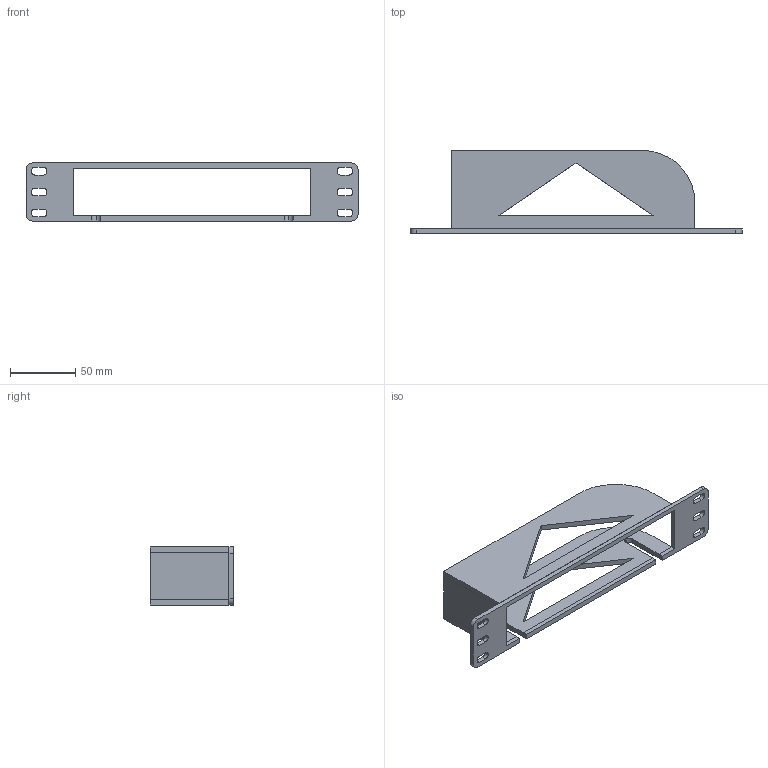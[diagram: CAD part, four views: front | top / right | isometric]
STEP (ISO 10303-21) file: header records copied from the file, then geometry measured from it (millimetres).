
FILE_DESCRIPTION(('FreeCAD Model'),'2;1');
FILE_NAME('Open CASCADE Shape Model','2025-05-15T22:07:52',(''),(''), 'Open CASCADE STEP processor 7.6','FreeCAD','Unknown');
FILE_SCHEMA(('AUTOMOTIVE_DESIGN { 1 0 10303 214 1 1 1 1 }'));
Length unit declared in the file: millimetre
Products named in the file (1): Final
Bounding box: 254 x 63.5 x 44.5 mm (x, y, z)
Volume: 92232 mm3; surface area: 57364.9 mm2
Topology: 3 solids, 3 shells, 108 faces, 298 edges, 196 vertices
Faces by surface type: plane 74, cylinder 34
Entity records: 7432 total; most frequent: CARTESIAN_POINT 1319, DIRECTION 1160, LINE 758, VECTOR 758, ORIENTED_EDGE 600, PCURVE 596, DEFINITIONAL_REPRESENTATION 596, EDGE_CURVE 298
